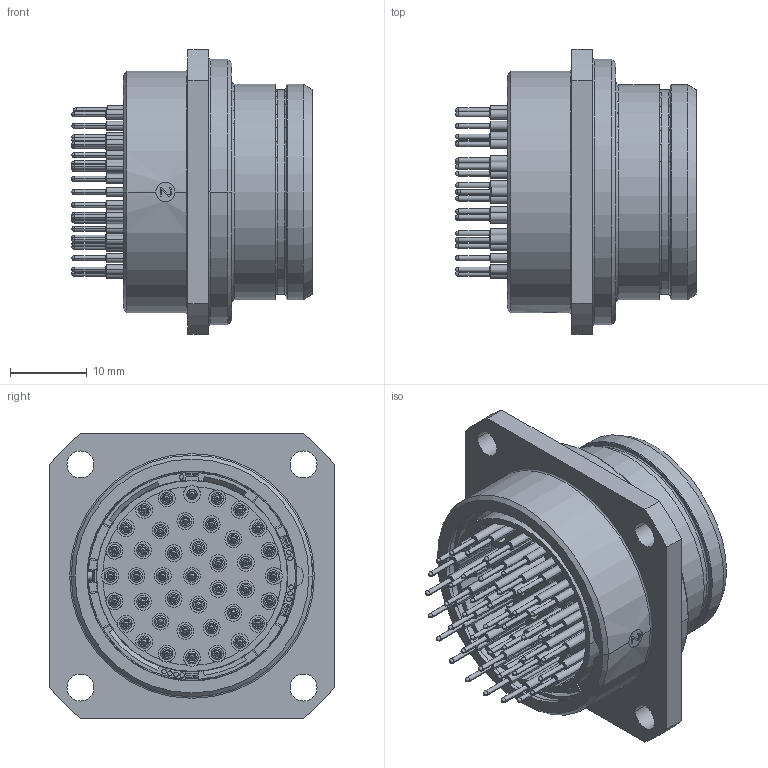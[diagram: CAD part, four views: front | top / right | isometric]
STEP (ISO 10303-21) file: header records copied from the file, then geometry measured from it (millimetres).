
FILE_DESCRIPTION((''),'2;1');
FILE_NAME('1332E541MY','2024-08-02T13:12:36',('paultorloting'),('NET AG system integration'),'CREO PARAMETRIC BY PTC INC, 2021404','CREO PARAMETRIC BY PTC INC, 2021404','');
FILE_SCHEMA(('AUTOMOTIVE_DESIGN { 1 0 10303 214 1 1 1 1 }'));
Products named in the file (1): 1332E541MY
Bounding box: 31.3 x 37 x 37 mm (x, y, z)
Volume: 12055.4 mm3; surface area: 13958 mm2
Topology: 1 solids, 1 shells, 2768 faces, 6741 edges, 4352 vertices
Faces by surface type: plane 1564, cylinder 674, torus 265, bspline 165, cone 100
Entity records: 102559 total; most frequent: CARTESIAN_POINT 16793, DIRECTION 14410, ORIENTED_EDGE 13482, EDGE_CURVE 6741, AXIS2_PLACEMENT_3D 5133, VERTEX_POINT 4352, VECTOR 4141, LINE 4141
